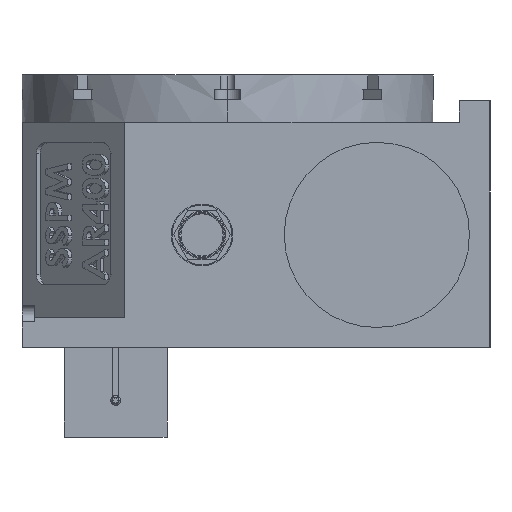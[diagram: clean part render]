
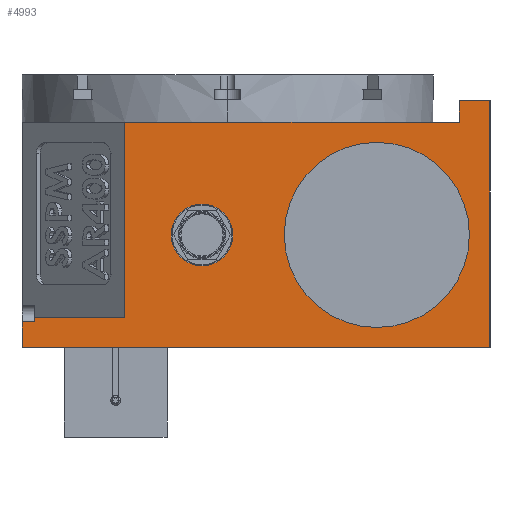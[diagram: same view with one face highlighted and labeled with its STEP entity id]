
A CAD part, left-side view. The second image highlights one B-rep face of the part: STEP entity #4993.
In plain terms, the highlighted planar face has unit normal (-1, 0, 0).
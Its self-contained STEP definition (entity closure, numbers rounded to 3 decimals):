
#303 = EDGE_CURVE ( 'NONE', #4778, #6415, #22792, .T. ) ;
#625 = VERTEX_POINT ( 'NONE', #23348 ) ;
#707 = CARTESIAN_POINT ( 'NONE',  ( 0., -455., 240. ) ) ;
#907 = EDGE_CURVE ( 'NONE', #27344, #30072, #5862, .T. ) ;
#942 = EDGE_CURVE ( 'NONE', #27527, #28388, #24085, .T. ) ;
#1082 = VERTEX_POINT ( 'NONE', #29781 ) ;
#1653 = ORIENTED_EDGE ( 'NONE', *, *, #3932, .T. ) ;
#1676 = ORIENTED_EDGE ( 'NONE', *, *, #24757, .F. ) ;
#2286 = EDGE_LOOP ( 'NONE', ( #15532, #22558 ) ) ;
#2467 = DIRECTION ( 'NONE',  ( 0., -1., 0. ) ) ;
#2517 = VECTOR ( 'NONE', #18688, 1000. ) ;
#3228 = PLANE ( 'NONE',  #9505 ) ;
#3932 = EDGE_CURVE ( 'NONE', #35413, #4849, #15071, .T. ) ;
#4296 = CARTESIAN_POINT ( 'NONE',  ( 0., -145., 109.5 ) ) ;
#4502 = CARTESIAN_POINT ( 'NONE',  ( 0., -100., 29. ) ) ;
#4778 = VERTEX_POINT ( 'NONE', #32639 ) ;
#4849 = VERTEX_POINT ( 'NONE', #16480 ) ;
#4993 = ADVANCED_FACE ( 'NONE', ( #35893, #20417, #28194 ), #3228, .F. ) ;
#5076 = ORIENTED_EDGE ( 'NONE', *, *, #303, .F. ) ;
#5599 = AXIS2_PLACEMENT_3D ( 'NONE', #36838, #25422, #22346 ) ;
#5782 = VECTOR ( 'NONE', #7375, 1000. ) ;
#5862 = CIRCLE ( 'NONE', #25225, 30. ) ;
#6140 = CARTESIAN_POINT ( 'NONE',  ( 0., -12., 29. ) ) ;
#6352 = DIRECTION ( 'NONE',  ( 0., 0., -1. ) ) ;
#6415 = VERTEX_POINT ( 'NONE', #30608 ) ;
#7036 = VERTEX_POINT ( 'NONE', #6140 ) ;
#7375 = DIRECTION ( 'NONE',  ( 0., -1., 0. ) ) ;
#7687 = DIRECTION ( 'NONE',  ( 0., 0., 1. ) ) ;
#8030 = CARTESIAN_POINT ( 'NONE',  ( 0., -175., 109.5 ) ) ;
#8223 = EDGE_LOOP ( 'NONE', ( #31957, #18586, #1653, #29709, #1676, #32418, #28620, #21156, #5076, #25420 ) ) ;
#8353 = DIRECTION ( 'NONE',  ( 0., 0., -1. ) ) ;
#8954 = LINE ( 'NONE', #24830, #5782 ) ;
#9018 = EDGE_CURVE ( 'NONE', #625, #7036, #25939, .T. ) ;
#9061 = VECTOR ( 'NONE', #33475, 1000. ) ;
#9505 = AXIS2_PLACEMENT_3D ( 'NONE', #32354, #33093, #29557 ) ;
#11096 = CARTESIAN_POINT ( 'NONE',  ( 0., -175., 109.5 ) ) ;
#11134 = EDGE_CURVE ( 'NONE', #6415, #27527, #8954, .T. ) ;
#11186 = EDGE_CURVE ( 'NONE', #30072, #27344, #18078, .T. ) ;
#12313 = VECTOR ( 'NONE', #8353, 1000. ) ;
#12437 = VERTEX_POINT ( 'NONE', #20901 ) ;
#13529 = CARTESIAN_POINT ( 'NONE',  ( 0., -345., 109.5 ) ) ;
#14334 = LINE ( 'NONE', #33345, #2517 ) ;
#14526 = DIRECTION ( 'NONE',  ( 0., 0., 1. ) ) ;
#15052 = AXIS2_PLACEMENT_3D ( 'NONE', #11096, #37536, #17187 ) ;
#15071 = LINE ( 'NONE', #17269, #12313 ) ;
#15337 = EDGE_CURVE ( 'NONE', #28388, #1082, #14334, .T. ) ;
#15532 = ORIENTED_EDGE ( 'NONE', *, *, #24566, .F. ) ;
#16037 = CARTESIAN_POINT ( 'NONE',  ( 0., 0., 0. ) ) ;
#16442 = DIRECTION ( 'NONE',  ( 0., -1., 0. ) ) ;
#16480 = CARTESIAN_POINT ( 'NONE',  ( 0., 0., 0. ) ) ;
#16754 = CARTESIAN_POINT ( 'NONE',  ( 0., -100., 29. ) ) ;
#16756 = CARTESIAN_POINT ( 'NONE',  ( 0., -425., 219. ) ) ;
#16824 = LINE ( 'NONE', #24685, #9061 ) ;
#17187 = DIRECTION ( 'NONE',  ( 0., -1., 0. ) ) ;
#17269 = CARTESIAN_POINT ( 'NONE',  ( 0., 0., 240. ) ) ;
#17471 = CARTESIAN_POINT ( 'NONE',  ( 0., -205., 109.5 ) ) ;
#17943 = ORIENTED_EDGE ( 'NONE', *, *, #907, .F. ) ;
#18078 = CIRCLE ( 'NONE', #15052, 30. ) ;
#18529 = EDGE_CURVE ( 'NONE', #625, #35413, #16824, .T. ) ;
#18586 = ORIENTED_EDGE ( 'NONE', *, *, #18529, .T. ) ;
#18688 = DIRECTION ( 'NONE',  ( 0., -1., 0. ) ) ;
#19825 = VECTOR ( 'NONE', #32955, 1000. ) ;
#20015 = VECTOR ( 'NONE', #37026, 1000. ) ;
#20417 = FACE_BOUND ( 'NONE', #2286, .T. ) ;
#20901 = CARTESIAN_POINT ( 'NONE',  ( 0., -255., 109.5 ) ) ;
#20990 = CARTESIAN_POINT ( 'NONE',  ( 0., -425., 240. ) ) ;
#21027 = EDGE_LOOP ( 'NONE', ( #22007, #17943 ) ) ;
#21046 = CIRCLE ( 'NONE', #29992, 90. ) ;
#21156 = ORIENTED_EDGE ( 'NONE', *, *, #11134, .F. ) ;
#22007 = ORIENTED_EDGE ( 'NONE', *, *, #11186, .F. ) ;
#22346 = DIRECTION ( 'NONE',  ( 0., -1., 0. ) ) ;
#22558 = ORIENTED_EDGE ( 'NONE', *, *, #32271, .F. ) ;
#22788 = VERTEX_POINT ( 'NONE', #23941 ) ;
#22792 = LINE ( 'NONE', #16754, #24595 ) ;
#23049 = CARTESIAN_POINT ( 'NONE',  ( 0., -455., 0. ) ) ;
#23326 = EDGE_CURVE ( 'NONE', #7036, #4778, #24730, .T. ) ;
#23328 = LINE ( 'NONE', #707, #31990 ) ;
#23348 = CARTESIAN_POINT ( 'NONE',  ( 0., -12., 25. ) ) ;
#23941 = CARTESIAN_POINT ( 'NONE',  ( 0., -435., 109.5 ) ) ;
#24085 = LINE ( 'NONE', #31476, #27762 ) ;
#24566 = EDGE_CURVE ( 'NONE', #22788, #12437, #21046, .T. ) ;
#24593 = DIRECTION ( 'NONE',  ( 0., -1., 0. ) ) ;
#24595 = VECTOR ( 'NONE', #7687, 1000. ) ;
#24685 = CARTESIAN_POINT ( 'NONE',  ( 0., 0., 25. ) ) ;
#24730 = LINE ( 'NONE', #4502, #29275 ) ;
#24757 = EDGE_CURVE ( 'NONE', #1082, #35113, #23328, .T. ) ;
#24830 = CARTESIAN_POINT ( 'NONE',  ( 0., 0., 219. ) ) ;
#25225 = AXIS2_PLACEMENT_3D ( 'NONE', #8030, #28423, #2467 ) ;
#25420 = ORIENTED_EDGE ( 'NONE', *, *, #23326, .F. ) ;
#25422 = DIRECTION ( 'NONE',  ( -1., 0., 0. ) ) ;
#25584 = CARTESIAN_POINT ( 'NONE',  ( 0., -12., 240. ) ) ;
#25939 = LINE ( 'NONE', #25584, #20015 ) ;
#27344 = VERTEX_POINT ( 'NONE', #4296 ) ;
#27527 = VERTEX_POINT ( 'NONE', #16756 ) ;
#27762 = VECTOR ( 'NONE', #14526, 1000. ) ;
#28194 = FACE_OUTER_BOUND ( 'NONE', #8223, .T. ) ;
#28388 = VERTEX_POINT ( 'NONE', #20990 ) ;
#28423 = DIRECTION ( 'NONE',  ( -1., 0., 0. ) ) ;
#28620 = ORIENTED_EDGE ( 'NONE', *, *, #942, .F. ) ;
#29275 = VECTOR ( 'NONE', #24593, 1000. ) ;
#29557 = DIRECTION ( 'NONE',  ( 0., 1., 0. ) ) ;
#29709 = ORIENTED_EDGE ( 'NONE', *, *, #37565, .T. ) ;
#29781 = CARTESIAN_POINT ( 'NONE',  ( 0., -455., 240. ) ) ;
#29992 = AXIS2_PLACEMENT_3D ( 'NONE', #13529, #33887, #16442 ) ;
#30072 = VERTEX_POINT ( 'NONE', #17471 ) ;
#30608 = CARTESIAN_POINT ( 'NONE',  ( 0., -100., 219. ) ) ;
#31476 = CARTESIAN_POINT ( 'NONE',  ( 0., -425., 240. ) ) ;
#31957 = ORIENTED_EDGE ( 'NONE', *, *, #9018, .F. ) ;
#31990 = VECTOR ( 'NONE', #6352, 1000. ) ;
#32271 = EDGE_CURVE ( 'NONE', #12437, #22788, #32844, .T. ) ;
#32354 = CARTESIAN_POINT ( 'NONE',  ( 0., 0., 240. ) ) ;
#32418 = ORIENTED_EDGE ( 'NONE', *, *, #15337, .F. ) ;
#32639 = CARTESIAN_POINT ( 'NONE',  ( 0., -100., 29. ) ) ;
#32844 = CIRCLE ( 'NONE', #5599, 90. ) ;
#32955 = DIRECTION ( 'NONE',  ( 0., -1., 0. ) ) ;
#33093 = DIRECTION ( 'NONE',  ( 1., 0., 0. ) ) ;
#33345 = CARTESIAN_POINT ( 'NONE',  ( 0., 0., 240. ) ) ;
#33475 = DIRECTION ( 'NONE',  ( 0., 1., 0. ) ) ;
#33887 = DIRECTION ( 'NONE',  ( -1., 0., 0. ) ) ;
#35113 = VERTEX_POINT ( 'NONE', #23049 ) ;
#35296 = LINE ( 'NONE', #16037, #19825 ) ;
#35413 = VERTEX_POINT ( 'NONE', #36592 ) ;
#35893 = FACE_BOUND ( 'NONE', #21027, .T. ) ;
#36592 = CARTESIAN_POINT ( 'NONE',  ( 0., 0., 25. ) ) ;
#36838 = CARTESIAN_POINT ( 'NONE',  ( 0., -345., 109.5 ) ) ;
#37026 = DIRECTION ( 'NONE',  ( 0., 0., 1. ) ) ;
#37536 = DIRECTION ( 'NONE',  ( -1., 0., 0. ) ) ;
#37565 = EDGE_CURVE ( 'NONE', #4849, #35113, #35296, .T. ) ;
